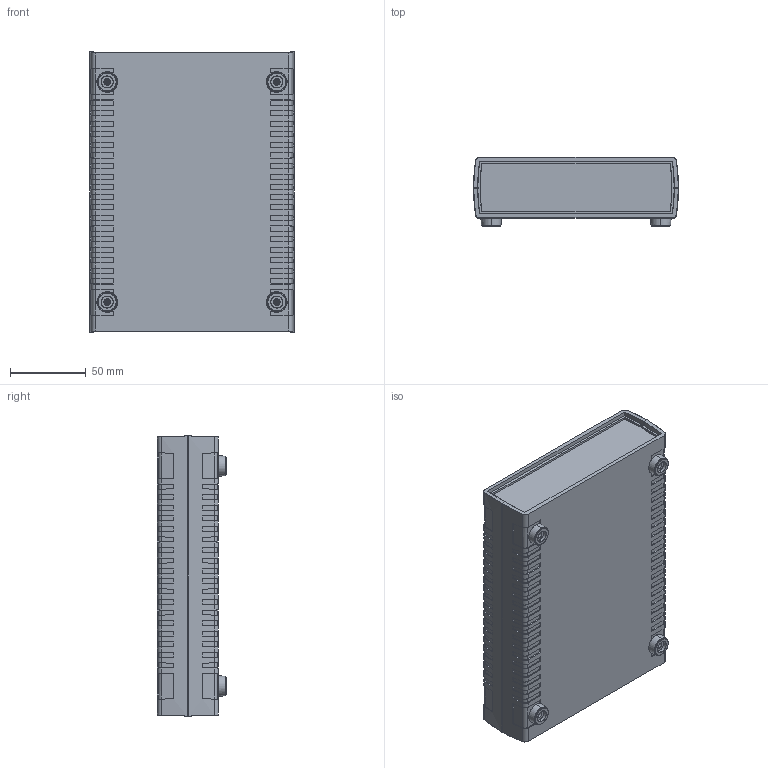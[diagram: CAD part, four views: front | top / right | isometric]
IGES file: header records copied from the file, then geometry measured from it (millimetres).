
Start section: SolidWorks IGES file using analytic representation for surfaces
Global section: file name: Z-112A.IGS; native system: SolidWorks 2009; preprocessor: SolidWorks 2009; author: uki; date: 120529.203156; units: millimetre
Bounding box: 135.6 x 45.7 x 185.5 mm (x, y, z)
Surface area: 164631.9 mm2 (no closed solid volume)
Topology: 0 solids, 0 shells, 1168 faces, 14064 edges, 14064 vertices
Faces by surface type: bspline 672, revolution 496
